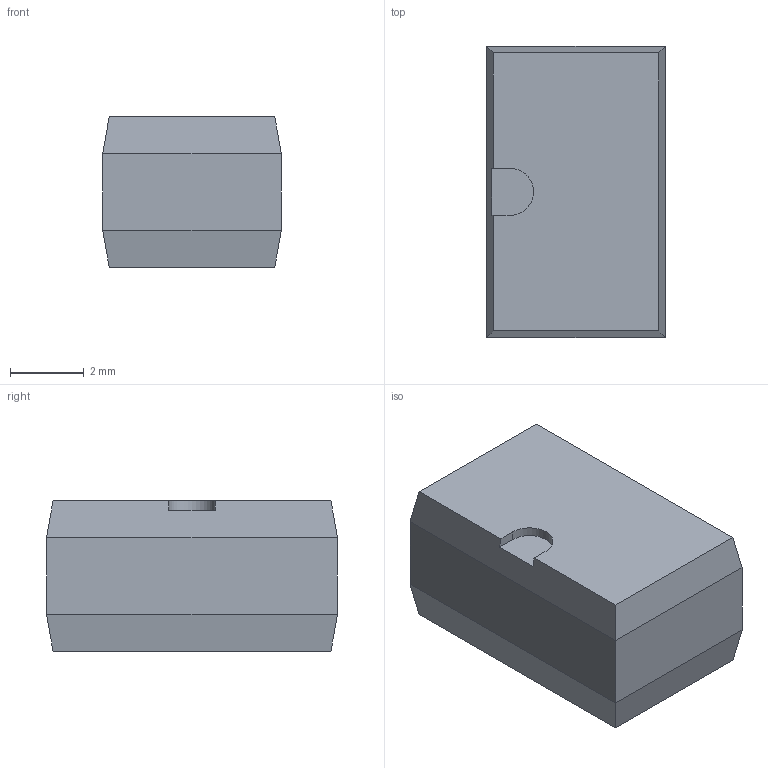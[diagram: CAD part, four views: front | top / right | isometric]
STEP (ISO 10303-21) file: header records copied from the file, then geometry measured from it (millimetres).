
FILE_DESCRIPTION (( 'STEP AP214' ), '1' );
FILE_NAME ( 'DIP762W50P254L483H445Q4.STEP', '2022-05-25T16:44:27', ( '' ), ( '' ), '', '©2017 PCB Libraries, Inc.', '' );
FILE_SCHEMA (( 'AUTOMOTIVE_DESIGN' ));
Length unit declared in the file: millimetre
Products named in the file (1): DIP762W50P254L483H445Q4
Bounding box: 4.83 x 7.87 x 4.07 mm (x, y, z)
Volume: 150 mm3; surface area: 170.5 mm2
Topology: 1 solids, 1 shells, 18 faces, 40 edges, 24 vertices
Faces by surface type: plane 17, cylinder 1
Entity records: 2448 total; most frequent: CARTESIAN_POINT 379, ORIENTED_EDGE 368, DIRECTION 352, EDGE_CURVE 184, VECTOR 166, LINE 166, VERTEX_POINT 120, AXIS2_PLACEMENT_3D 93
